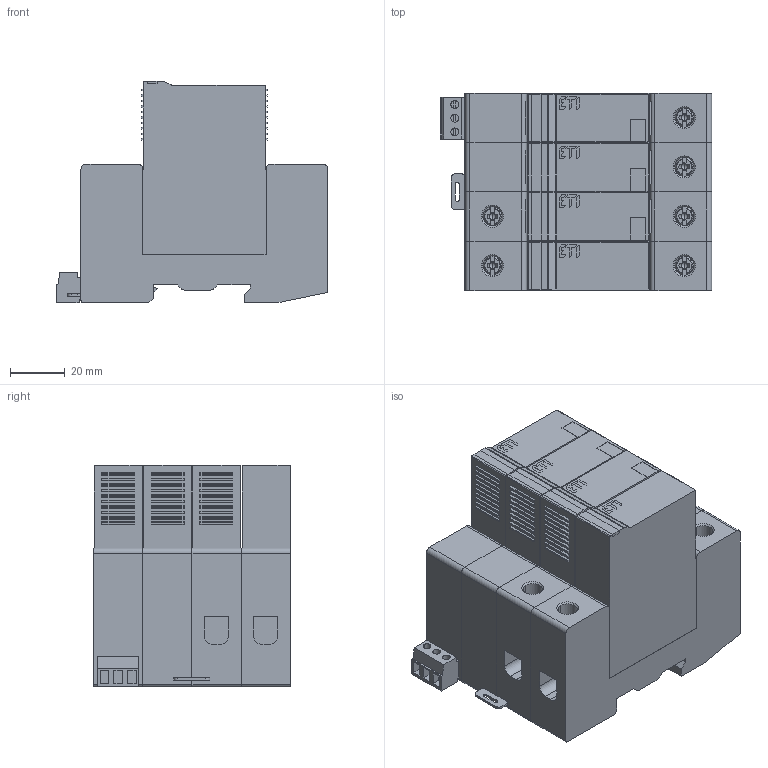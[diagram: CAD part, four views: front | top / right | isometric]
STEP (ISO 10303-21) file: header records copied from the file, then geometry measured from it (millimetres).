
FILE_DESCRIPTION((''),'2;1');
FILE_NAME('ETITEC_V_T12_3_1_ASM','2021-02-01T',('marketing.praksa'),('Audax d.o.o.'),'CREO PARAMETRIC BY PTC INC, 2017480','CREO PARAMETRIC BY PTC INC, 2017480','');
FILE_SCHEMA(('AUTOMOTIVE_DESIGN { 1 0 10303 214 1 1 1 1 }'));
Products named in the file (88): ETITEC_V_T12_28012_5_2_0_1_1_77; 2_0_ORIGINAL_ASM_1_1_ASM_1_1_32_ASM; PRT0015_1_1_1_1_1_1_1_1_1; ASM0017_ASM_1_1_ASM_1_1_ASM_1_4_ASM; ASM0018_ASM_1_1_ASM_1_ASM_1_1_A_ASM; ETITEC_V_T12_28012_5_2_0_1_1_78; 2_0_ORIGINAL_ASM_1_1_ASM_1_1_33_ASM; PRT0014_1_1_2_1_1_1_1_1_1; PRT0015_1_1_2_1_1_1_1_1_1; ASM0017_ASM_1_1_2_ASM_1_1_ASM_5_ASM; ASM0019_ASM_1_1_ASM_1_ASM_1_1_A_ASM; ETITEC_V_T12_28012_5_2_0_1_1_79; 2_0_ORIGINAL_ASM_1_ASM_1_ASM_33_ASM; 2_0_ONLY_ONE_POLE_ASM_1_ASM__24_ASM; PRT0010_1_1_1_2_1_1_1_1_1; TMP_DWG_65_1_1_1_2_1_2_3_1_2_33; TMP_DWG_65_1_2_1_2_1_2_3_1_2_33; TMP_DWG_65_1_3_1_2_1_2_3_1_2_33; ASM0011_1_2_ASM_1_ASM_1_1_ASM_6_ASM; ASM0016_ASM_1_ASM_1_1_ASM_1_A_4_ASM; 2_0_TEST_MODUL_ASM_1_ASM_1_1_14_ASM; 2_0_MODULE_ASM_1_1_ASM_1_ASM__3_ASM; ETITEC_V_T12_28012_5_2_0_1_1_80; 2_0_ORIGINAL_ASM_1_ASM_1_ASM_34_ASM; 2_0_ONLY_ONE_POLE_ASM_1_ASM__25_ASM; PRT0010_1_1_1_1_2_1_1_1_1; TMP_DWG_65_1_1_1_2_1_2_3_1_2_34; TMP_DWG_65_1_2_1_2_1_2_3_1_2_34; TMP_DWG_65_1_3_1_2_1_2_3_1_2_34; ASM0011_1_2_ASM_1_1_ASM_1_1_A_4_ASM; ASM0016_ASM_1_1_ASM_1_1_ASM_1_3_ASM; 2_0_TEST_MODUL_ASM_1_1_ASM_1_11_ASM; ASM0020_ASM_1_1_ASM_1_ASM_1_1_A_ASM; ASM0014_ASM_1_1_ASM_1_ASM_1_1_A_ASM; ETITEC_V_T12_28012_5_2_0_1_1_81; 2_0_ORIGINAL_ASM_1_1_ASM_1_1_34_ASM; PRT0014_1_1_1_1_2_1_1_1_1; PRT0015_1_1_1_1_2_1_1_1_1; ASM0017_ASM_1_1_ASM_1_1_2_ASM_5_ASM; ASM0018_ASM_1_1_2_ASM_1_ASM_1_3_ASM ...
Assembly tree (87 placements, depth 12):
  ETITEC_V_T12_3_1_ASM
    ASM0029_ASM_1_ASM
      ETITEC_V_T12_3_0_ASM_1_1_ASM_1_ASM
        ASM0022_ASM_1_ASM_1_1_ASM_1_ASM
          ASM0014_ASM_1_1_ASM_1_ASM_1_1_A_ASM
            ASM0018_ASM_1_1_ASM_1_ASM_1_1_A_ASM
              ASM0017_ASM_1_1_ASM_1_1_ASM_1_4_ASM
                2_0_ORIGINAL_ASM_1_1_ASM_1_1_32_ASM
                  ETITEC_V_T12_28012_5_2_0_1_1_77
                PRT0015_1_1_1_1_1_1_1_1_1
            ASM0019_ASM_1_1_ASM_1_ASM_1_1_A_ASM
              ASM0017_ASM_1_1_2_ASM_1_1_ASM_5_ASM
                2_0_ORIGINAL_ASM_1_1_ASM_1_1_33_ASM
                  ETITEC_V_T12_28012_5_2_0_1_1_78
                PRT0014_1_1_2_1_1_1_1_1_1
                PRT0015_1_1_2_1_1_1_1_1_1
            2_0_MODULE_ASM_1_1_ASM_1_ASM__3_ASM
              2_0_TEST_MODUL_ASM_1_ASM_1_1_14_ASM
                2_0_ONLY_ONE_POLE_ASM_1_ASM__24_ASM
                  2_0_ORIGINAL_ASM_1_ASM_1_ASM_33_ASM
                PRT0010_1_1_1_2_1_1_1_1_1
                ASM0016_ASM_1_ASM_1_1_ASM_1_A_4_ASM
                  ASM0011_1_2_ASM_1_ASM_1_1_ASM_6_ASM
            ASM0020_ASM_1_1_ASM_1_ASM_1_1_A_ASM
              2_0_TEST_MODUL_ASM_1_1_ASM_1_11_ASM
                2_0_ONLY_ONE_POLE_ASM_1_ASM__25_ASM
                  2_0_ORIGINAL_ASM_1_ASM_1_ASM_34_ASM
                PRT0010_1_1_1_1_2_1_1_1_1
                ASM0016_ASM_1_1_ASM_1_1_ASM_1_3_ASM
                  ASM0011_1_2_ASM_1_1_ASM_1_1_A_4_ASM
          ASM0025_ASM_1_ASM_1_1_ASM_1_ASM
            ASM0014_ASM_1_1_2_ASM_1_ASM_1_3_ASM
              ASM0018_ASM_1_1_2_ASM_1_ASM_1_3_ASM
                ASM0017_ASM_1_1_ASM_1_1_2_ASM_5_ASM
                  2_0_ORIGINAL_ASM_1_1_ASM_1_1_34_ASM
                  PRT0014_1_1_1_1_2_1_1_1_1
                  PRT0015_1_1_1_1_2_1_1_1_1
              2_0_MODULE_ASM_1_1_2_ASM_1_AS_3_ASM
                2_0_TEST_MODUL_ASM_1_ASM_1_1_15_ASM
                  2_0_ONLY_ONE_POLE_ASM_1_ASM__26_ASM
                  PRT0010_1_1_1_2_3_1_1_1_1
                  ASM0016_ASM_1_ASM_1_1_2_ASM_1_3_ASM
      2_0_ONE_POLE_SCREW_ONLY_TOP_ASM_ASM
        ASM0028_ASM_1_ASM_1_ASM
          ETITEC_V_T12_3_0_ASM_1_ASM_1_AS_ASM
            ASM0022_ASM_1_ASM_1_ASM_1_ASM_1_ASM
              ASM0014_ASM_1_1_ASM_1_ASM_1_A_1_ASM
                ASM0018_ASM_1_1_ASM_1_ASM_1_A_1_ASM
                  ASM0017_ASM_1_1_ASM_1_1_ASM_1_5_ASM
                2_0_MODULE_ASM_1_1_ASM_1_ASM__4_ASM
                  2_0_TEST_MODUL_ASM_1_ASM_1_1_16_ASM
      PRT0016_1_ASM
        PRT0016_1_1
        PRT0016_1_2
        PRT0016_1_3
    ASM0041_ASM
      ASM0033_ASM_1_1_2_3_4_ASM
        RC_1_1_1_1_2_3_4
        RC_SCREW_1_1_2_3_4
        PRT0017_1_1_2_3_4
Bounding box: 99 x 72 x 80.9 mm (x, y, z)
Volume: 388302.5 mm3; surface area: 96648.2 mm2
Topology: 37 solids, 37 shells, 1214 faces, 3164 edges, 2106 vertices
Faces by surface type: plane 842, cylinder 260, cone 60, bspline 24, torus 16, sphere 12
Entity records: 57438 total; most frequent: CARTESIAN_POINT 9394, DIRECTION 6592, ORIENTED_EDGE 6304, PRESENTATION_STYLE_ASSIGNMENT 3405, STYLED_ITEM 3189, CURVE_STYLE 3152, EDGE_CURVE 3152, PRESENTATION_LAYER_ASSIGNMENT 2383
